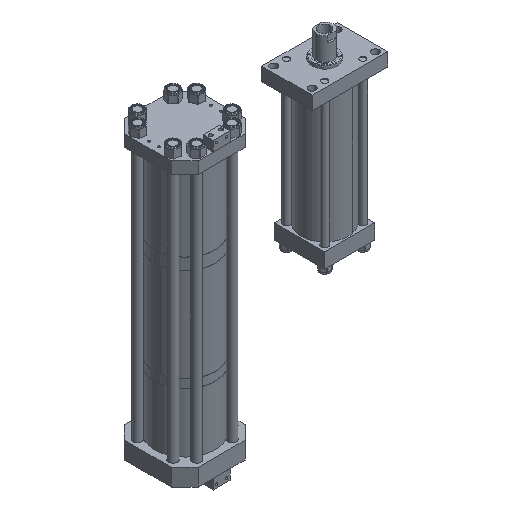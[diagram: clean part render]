
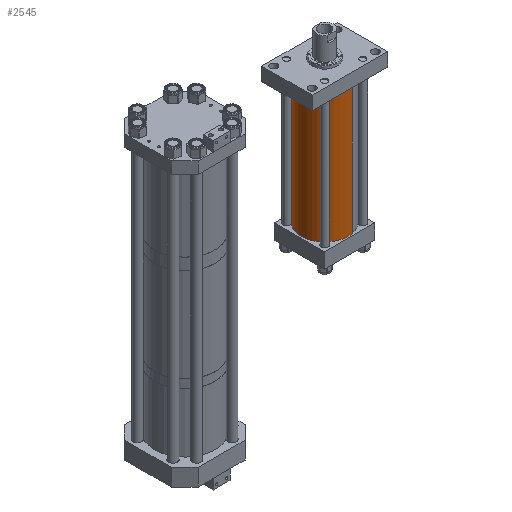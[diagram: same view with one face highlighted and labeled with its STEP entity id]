
A CAD part, isometric view. The second image highlights one B-rep face of the part: STEP entity #2545.
In plain terms, the highlighted cylindrical face has radius 88.9 mm (diameter 177.8 mm), a partial arc.
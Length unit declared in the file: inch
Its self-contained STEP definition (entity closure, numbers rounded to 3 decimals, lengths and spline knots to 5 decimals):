
#848 = VERTEX_POINT ( 'NONE', #3162 ) ;
#1356 = CARTESIAN_POINT ( 'NONE',  ( 3.5, 0., 19.188 ) ) ;
#1958 = CIRCLE ( 'NONE', #11880, 3.5 ) ;
#2545 = ADVANCED_FACE ( 'NONE', ( #12882 ), #12017, .T. ) ;
#2914 = DIRECTION ( 'NONE',  ( 0., 0., -1. ) ) ;
#3056 = CARTESIAN_POINT ( 'NONE',  ( -3.5, 0., 19.188 ) ) ;
#3162 = CARTESIAN_POINT ( 'NONE',  ( 3.5, 0., 19.188 ) ) ;
#3423 = VERTEX_POINT ( 'NONE', #8941 ) ;
#3613 = EDGE_CURVE ( 'NONE', #848, #14778, #6852, .T. ) ;
#4354 = CARTESIAN_POINT ( 'NONE',  ( 0., 0., 19.188 ) ) ;
#5034 = EDGE_CURVE ( 'NONE', #3423, #14778, #17367, .T. ) ;
#5145 = VECTOR ( 'NONE', #16393, 39.37008 ) ;
#6732 = ORIENTED_EDGE ( 'NONE', *, *, #15476, .T. ) ;
#6852 = LINE ( 'NONE', #1356, #5145 ) ;
#6903 = VECTOR ( 'NONE', #8034, 39.37008 ) ;
#6998 = CARTESIAN_POINT ( 'NONE',  ( 0., 0., 0. ) ) ;
#7410 = ORIENTED_EDGE ( 'NONE', *, *, #5034, .T. ) ;
#7837 = AXIS2_PLACEMENT_3D ( 'NONE', #4354, #2914, #9872 ) ;
#8034 = DIRECTION ( 'NONE',  ( 0., 0., -1. ) ) ;
#8391 = ORIENTED_EDGE ( 'NONE', *, *, #3613, .F. ) ;
#8609 = AXIS2_PLACEMENT_3D ( 'NONE', #6998, #16797, #16675 ) ;
#8941 = CARTESIAN_POINT ( 'NONE',  ( -3.5, 0., 0. ) ) ;
#9872 = DIRECTION ( 'NONE',  ( -1., 0., 0. ) ) ;
#10677 = CARTESIAN_POINT ( 'NONE',  ( 3.5, 0., 0. ) ) ;
#11107 = CARTESIAN_POINT ( 'NONE',  ( 0., 0., 19.188 ) ) ;
#11355 = ORIENTED_EDGE ( 'NONE', *, *, #16303, .F. ) ;
#11880 = AXIS2_PLACEMENT_3D ( 'NONE', #11107, #14017, #16649 ) ;
#12017 = CYLINDRICAL_SURFACE ( 'NONE', #7837, 3.5 ) ;
#12882 = FACE_OUTER_BOUND ( 'NONE', #13530, .T. ) ;
#13530 = EDGE_LOOP ( 'NONE', ( #8391, #11355, #6732, #7410 ) ) ;
#14017 = DIRECTION ( 'NONE',  ( 0., 0., 1. ) ) ;
#14778 = VERTEX_POINT ( 'NONE', #10677 ) ;
#14873 = CARTESIAN_POINT ( 'NONE',  ( -3.5, 0., 19.188 ) ) ;
#15093 = VERTEX_POINT ( 'NONE', #3056 ) ;
#15476 = EDGE_CURVE ( 'NONE', #15093, #3423, #16384, .T. ) ;
#16303 = EDGE_CURVE ( 'NONE', #15093, #848, #1958, .T. ) ;
#16384 = LINE ( 'NONE', #14873, #6903 ) ;
#16393 = DIRECTION ( 'NONE',  ( 0., 0., -1. ) ) ;
#16649 = DIRECTION ( 'NONE',  ( 1., 0., 0. ) ) ;
#16675 = DIRECTION ( 'NONE',  ( 1., 0., 0. ) ) ;
#16797 = DIRECTION ( 'NONE',  ( 0., 0., 1. ) ) ;
#17367 = CIRCLE ( 'NONE', #8609, 3.5 ) ;
